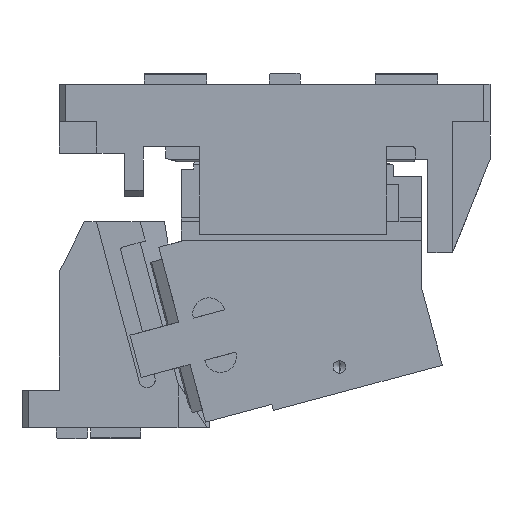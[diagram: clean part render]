
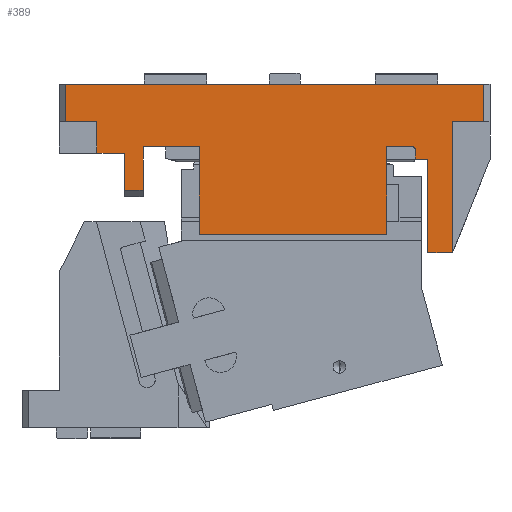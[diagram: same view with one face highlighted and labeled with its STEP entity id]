
A CAD part, front view. The second image highlights one B-rep face of the part: STEP entity #389.
In plain terms, the highlighted planar face has unit normal (0, -1, 0).
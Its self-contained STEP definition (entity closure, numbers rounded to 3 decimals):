
#163=CARTESIAN_POINT('Vertex',(112.07,-55.,-119.999)) ;
#166=CARTESIAN_POINT('Line Origine',(112.07,-55.,-84.999)) ;
#170=CARTESIAN_POINT('Vertex',(112.07,-55.,-49.999)) ;
#192=CARTESIAN_POINT('Line Origine',(187.07,-55.,-119.999)) ;
#196=CARTESIAN_POINT('Vertex',(262.07,-55.,-119.999)) ;
#220=CARTESIAN_POINT('Vertex',(262.07,-55.,-49.999)) ;
#223=CARTESIAN_POINT('Line Origine',(262.07,-55.,-84.999)) ;
#237=CARTESIAN_POINT('Axis2P3D Location',(0.,-55.,0.)) ;
#242=CARTESIAN_POINT('Line Origine',(290.07,-55.,-59.999)) ;
#246=CARTESIAN_POINT('Vertex',(285.07,-55.,-59.999)) ;
#248=CARTESIAN_POINT('Vertex',(295.07,-55.,-59.999)) ;
#251=CARTESIAN_POINT('Line Origine',(295.07,-55.,-97.5)) ;
#255=CARTESIAN_POINT('Vertex',(295.07,-55.,-135.)) ;
#258=CARTESIAN_POINT('Line Origine',(305.035,-55.,-135.)) ;
#262=CARTESIAN_POINT('Vertex',(315.,-55.,-135.)) ;
#265=CARTESIAN_POINT('Line Origine',(315.,-55.,-82.5)) ;
#269=CARTESIAN_POINT('Vertex',(315.,-55.,-30.)) ;
#272=CARTESIAN_POINT('Line Origine',(327.5,-55.,-30.)) ;
#276=CARTESIAN_POINT('Vertex',(340.,-55.,-30.)) ;
#279=CARTESIAN_POINT('Line Origine',(340.,-55.,-15.)) ;
#283=CARTESIAN_POINT('Vertex',(340.,-55.,0.)) ;
#286=CARTESIAN_POINT('Line Origine',(172.5,-55.,0.)) ;
#290=CARTESIAN_POINT('Vertex',(5.,-55.,0.)) ;
#293=CARTESIAN_POINT('Line Origine',(5.,-55.,-15.)) ;
#297=CARTESIAN_POINT('Vertex',(5.,-55.,-30.)) ;
#300=CARTESIAN_POINT('Line Origine',(17.5,-55.,-30.)) ;
#304=CARTESIAN_POINT('Vertex',(30.,-55.,-30.)) ;
#307=CARTESIAN_POINT('Line Origine',(30.,-55.,-42.5)) ;
#311=CARTESIAN_POINT('Vertex',(30.,-55.,-55.)) ;
#314=CARTESIAN_POINT('Line Origine',(41.035,-55.,-55.)) ;
#318=CARTESIAN_POINT('Vertex',(52.07,-55.,-55.)) ;
#321=CARTESIAN_POINT('Line Origine',(52.07,-55.,-70.)) ;
#325=CARTESIAN_POINT('Vertex',(52.07,-55.,-84.999)) ;
#328=CARTESIAN_POINT('Line Origine',(59.57,-55.,-84.999)) ;
#332=CARTESIAN_POINT('Vertex',(67.07,-55.,-84.999)) ;
#335=CARTESIAN_POINT('Line Origine',(67.07,-55.,-67.499)) ;
#339=CARTESIAN_POINT('Vertex',(67.07,-55.,-49.999)) ;
#342=CARTESIAN_POINT('Line Origine',(89.57,-55.,-49.999)) ;
#347=CARTESIAN_POINT('Line Origine',(272.57,-55.,-49.999)) ;
#351=CARTESIAN_POINT('Vertex',(283.07,-55.,-49.999)) ;
#354=CARTESIAN_POINT('Axis2P3D Location',(283.07,-55.,-51.999)) ;
#358=CARTESIAN_POINT('Vertex',(285.07,-55.,-51.999)) ;
#361=CARTESIAN_POINT('Line Origine',(285.07,-55.,-55.999)) ;
#167=DIRECTION('Vector Direction',(0.,0.,1.)) ;
#193=DIRECTION('Vector Direction',(-1.,0.,0.)) ;
#224=DIRECTION('Vector Direction',(0.,0.,-1.)) ;
#238=DIRECTION('Axis2P3D Direction',(0.,-1.,0.)) ;
#239=DIRECTION('Axis2P3D XDirection',(0.,0.,-1.)) ;
#243=DIRECTION('Vector Direction',(1.,0.,0.)) ;
#252=DIRECTION('Vector Direction',(0.,0.,-1.)) ;
#259=DIRECTION('Vector Direction',(1.,0.,0.)) ;
#266=DIRECTION('Vector Direction',(0.,0.,-1.)) ;
#273=DIRECTION('Vector Direction',(-1.,0.,0.)) ;
#280=DIRECTION('Vector Direction',(0.,0.,-1.)) ;
#287=DIRECTION('Vector Direction',(1.,0.,0.)) ;
#294=DIRECTION('Vector Direction',(0.,0.,-1.)) ;
#301=DIRECTION('Vector Direction',(1.,0.,0.)) ;
#308=DIRECTION('Vector Direction',(0.,0.,-1.)) ;
#315=DIRECTION('Vector Direction',(1.,0.,0.)) ;
#322=DIRECTION('Vector Direction',(0.,0.,1.)) ;
#329=DIRECTION('Vector Direction',(1.,0.,0.)) ;
#336=DIRECTION('Vector Direction',(0.,0.,1.)) ;
#343=DIRECTION('Vector Direction',(1.,0.,0.)) ;
#348=DIRECTION('Vector Direction',(1.,0.,0.)) ;
#355=DIRECTION('Axis2P3D Direction',(0.,-1.,0.)) ;
#362=DIRECTION('Vector Direction',(0.,0.,-1.)) ;
#240=AXIS2_PLACEMENT_3D('Plane Axis2P3D',#237,#238,#239) ;
#356=AXIS2_PLACEMENT_3D('Circle Axis2P3D',#354,#355,$) ;
#367=ORIENTED_EDGE('',*,*,#250,.T.) ;
#368=ORIENTED_EDGE('',*,*,#257,.T.) ;
#369=ORIENTED_EDGE('',*,*,#264,.T.) ;
#370=ORIENTED_EDGE('',*,*,#271,.F.) ;
#371=ORIENTED_EDGE('',*,*,#278,.F.) ;
#372=ORIENTED_EDGE('',*,*,#285,.F.) ;
#373=ORIENTED_EDGE('',*,*,#292,.F.) ;
#374=ORIENTED_EDGE('',*,*,#299,.T.) ;
#375=ORIENTED_EDGE('',*,*,#306,.T.) ;
#376=ORIENTED_EDGE('',*,*,#313,.T.) ;
#377=ORIENTED_EDGE('',*,*,#320,.T.) ;
#378=ORIENTED_EDGE('',*,*,#327,.F.) ;
#379=ORIENTED_EDGE('',*,*,#334,.T.) ;
#380=ORIENTED_EDGE('',*,*,#341,.T.) ;
#381=ORIENTED_EDGE('',*,*,#346,.T.) ;
#382=ORIENTED_EDGE('',*,*,#172,.F.) ;
#383=ORIENTED_EDGE('',*,*,#198,.F.) ;
#384=ORIENTED_EDGE('',*,*,#227,.F.) ;
#385=ORIENTED_EDGE('',*,*,#353,.T.) ;
#386=ORIENTED_EDGE('',*,*,#360,.F.) ;
#387=ORIENTED_EDGE('',*,*,#365,.T.) ;
#168=VECTOR('Line Direction',#167,1.) ;
#194=VECTOR('Line Direction',#193,1.) ;
#225=VECTOR('Line Direction',#224,1.) ;
#244=VECTOR('Line Direction',#243,1.) ;
#253=VECTOR('Line Direction',#252,1.) ;
#260=VECTOR('Line Direction',#259,1.) ;
#267=VECTOR('Line Direction',#266,1.) ;
#274=VECTOR('Line Direction',#273,1.) ;
#281=VECTOR('Line Direction',#280,1.) ;
#288=VECTOR('Line Direction',#287,1.) ;
#295=VECTOR('Line Direction',#294,1.) ;
#302=VECTOR('Line Direction',#301,1.) ;
#309=VECTOR('Line Direction',#308,1.) ;
#316=VECTOR('Line Direction',#315,1.) ;
#323=VECTOR('Line Direction',#322,1.) ;
#330=VECTOR('Line Direction',#329,1.) ;
#337=VECTOR('Line Direction',#336,1.) ;
#344=VECTOR('Line Direction',#343,1.) ;
#349=VECTOR('Line Direction',#348,1.) ;
#363=VECTOR('Line Direction',#362,1.) ;
#389=ADVANCED_FACE('CAM HOLDER',(#388),#241,.T.) ;
#357=CIRCLE('generated circle',#356,2.) ;
#172=EDGE_CURVE('',#164,#171,#169,.T.) ;
#198=EDGE_CURVE('',#197,#164,#195,.T.) ;
#227=EDGE_CURVE('',#221,#197,#226,.T.) ;
#250=EDGE_CURVE('',#247,#249,#245,.T.) ;
#257=EDGE_CURVE('',#249,#256,#254,.T.) ;
#264=EDGE_CURVE('',#256,#263,#261,.T.) ;
#271=EDGE_CURVE('',#270,#263,#268,.T.) ;
#278=EDGE_CURVE('',#277,#270,#275,.T.) ;
#285=EDGE_CURVE('',#284,#277,#282,.T.) ;
#292=EDGE_CURVE('',#291,#284,#289,.T.) ;
#299=EDGE_CURVE('',#291,#298,#296,.T.) ;
#306=EDGE_CURVE('',#298,#305,#303,.T.) ;
#313=EDGE_CURVE('',#305,#312,#310,.T.) ;
#320=EDGE_CURVE('',#312,#319,#317,.T.) ;
#327=EDGE_CURVE('',#326,#319,#324,.T.) ;
#334=EDGE_CURVE('',#326,#333,#331,.T.) ;
#341=EDGE_CURVE('',#333,#340,#338,.T.) ;
#346=EDGE_CURVE('',#340,#171,#345,.T.) ;
#353=EDGE_CURVE('',#221,#352,#350,.T.) ;
#360=EDGE_CURVE('',#359,#352,#357,.T.) ;
#365=EDGE_CURVE('',#359,#247,#364,.T.) ;
#366=EDGE_LOOP('',(#367,#368,#369,#370,#371,#372,#373,#374,#375,#376,#377,#378,#379,#380,#381,#382,#383,#384,#385,#386,#387)) ;
#388=FACE_OUTER_BOUND('',#366,.T.) ;
#169=LINE('Line',#166,#168) ;
#195=LINE('Line',#192,#194) ;
#226=LINE('Line',#223,#225) ;
#245=LINE('Line',#242,#244) ;
#254=LINE('Line',#251,#253) ;
#261=LINE('Line',#258,#260) ;
#268=LINE('Line',#265,#267) ;
#275=LINE('Line',#272,#274) ;
#282=LINE('Line',#279,#281) ;
#289=LINE('Line',#286,#288) ;
#296=LINE('Line',#293,#295) ;
#303=LINE('Line',#300,#302) ;
#310=LINE('Line',#307,#309) ;
#317=LINE('Line',#314,#316) ;
#324=LINE('Line',#321,#323) ;
#331=LINE('Line',#328,#330) ;
#338=LINE('Line',#335,#337) ;
#345=LINE('Line',#342,#344) ;
#350=LINE('Line',#347,#349) ;
#364=LINE('Line',#361,#363) ;
#241=PLANE('Plane',#240) ;
#164=VERTEX_POINT('',#163) ;
#171=VERTEX_POINT('',#170) ;
#197=VERTEX_POINT('',#196) ;
#221=VERTEX_POINT('',#220) ;
#247=VERTEX_POINT('',#246) ;
#249=VERTEX_POINT('',#248) ;
#256=VERTEX_POINT('',#255) ;
#263=VERTEX_POINT('',#262) ;
#270=VERTEX_POINT('',#269) ;
#277=VERTEX_POINT('',#276) ;
#284=VERTEX_POINT('',#283) ;
#291=VERTEX_POINT('',#290) ;
#298=VERTEX_POINT('',#297) ;
#305=VERTEX_POINT('',#304) ;
#312=VERTEX_POINT('',#311) ;
#319=VERTEX_POINT('',#318) ;
#326=VERTEX_POINT('',#325) ;
#333=VERTEX_POINT('',#332) ;
#340=VERTEX_POINT('',#339) ;
#352=VERTEX_POINT('',#351) ;
#359=VERTEX_POINT('',#358) ;
